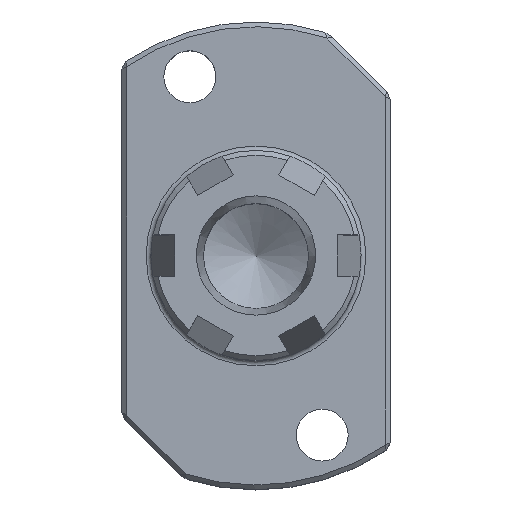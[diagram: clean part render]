
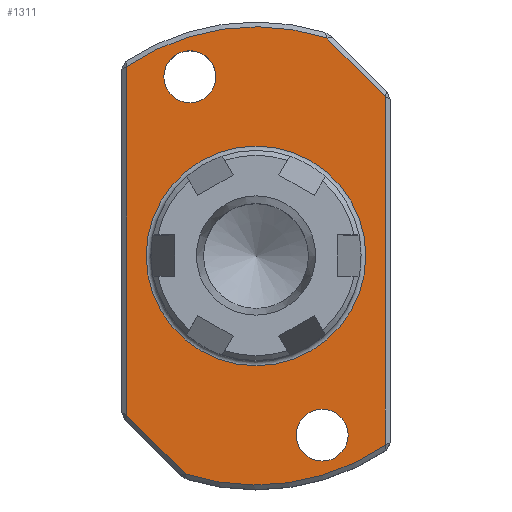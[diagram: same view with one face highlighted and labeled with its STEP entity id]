
A CAD part, top view. The second image highlights one B-rep face of the part: STEP entity #1311.
In plain terms, the highlighted planar face has unit normal (0, 0, 1).
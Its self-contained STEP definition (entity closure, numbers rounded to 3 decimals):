
#75=LINE('',#2009,#173);
#90=LINE('',#2049,#188);
#94=LINE('',#2064,#192);
#98=LINE('',#2070,#196);
#173=VECTOR('',#1594,8.674);
#188=VECTOR('',#1629,36.501);
#192=VECTOR('',#1643,8.674);
#196=VECTOR('',#1651,36.501);
#291=PLANE('',#1422);
#328=FACE_BOUND('',#491,.T.);
#329=FACE_BOUND('',#492,.T.);
#330=FACE_BOUND('',#493,.T.);
#391=FACE_OUTER_BOUND('',#490,.T.);
#490=EDGE_LOOP('',(#1036,#1037,#1038,#1039,#1040,#1041));
#491=EDGE_LOOP('',(#1042));
#492=EDGE_LOOP('',(#1043));
#493=EDGE_LOOP('',(#1044));
#574=CIRCLE('',#1404,24.);
#576=CIRCLE('',#1411,24.);
#581=CIRCLE('',#1423,11.5);
#582=CIRCLE('',#1424,2.725);
#583=CIRCLE('',#1425,2.725);
#630=VERTEX_POINT('',#1965);
#636=VERTEX_POINT('',#1984);
#641=VERTEX_POINT('',#2000);
#647=VERTEX_POINT('',#2028);
#650=VERTEX_POINT('',#2038);
#654=VERTEX_POINT('',#2055);
#658=VERTEX_POINT('',#2097);
#659=VERTEX_POINT('',#2099);
#660=VERTEX_POINT('',#2101);
#762=EDGE_CURVE('',#630,#641,#75,.T.);
#781=EDGE_CURVE('',#641,#650,#90,.T.);
#786=EDGE_CURVE('',#650,#654,#574,.T.);
#788=EDGE_CURVE('',#654,#647,#94,.T.);
#792=EDGE_CURVE('',#647,#636,#98,.T.);
#796=EDGE_CURVE('',#636,#630,#576,.T.);
#807=EDGE_CURVE('',#658,#658,#581,.T.);
#808=EDGE_CURVE('',#659,#659,#582,.T.);
#809=EDGE_CURVE('',#660,#660,#583,.T.);
#1036=ORIENTED_EDGE('',*,*,#762,.F.);
#1037=ORIENTED_EDGE('',*,*,#796,.F.);
#1038=ORIENTED_EDGE('',*,*,#792,.F.);
#1039=ORIENTED_EDGE('',*,*,#788,.F.);
#1040=ORIENTED_EDGE('',*,*,#786,.F.);
#1041=ORIENTED_EDGE('',*,*,#781,.F.);
#1042=ORIENTED_EDGE('',*,*,#807,.F.);
#1043=ORIENTED_EDGE('',*,*,#808,.T.);
#1044=ORIENTED_EDGE('',*,*,#809,.T.);
#1311=ADVANCED_FACE('',(#391,#328,#329,#330),#291,.T.);
#1404=AXIS2_PLACEMENT_3D('',#2061,#1637,#1638);
#1411=AXIS2_PLACEMENT_3D('',#2076,#1659,#1660);
#1422=AXIS2_PLACEMENT_3D('',#2096,#1687,#1688);
#1423=AXIS2_PLACEMENT_3D('',#2098,#1689,#1690);
#1424=AXIS2_PLACEMENT_3D('',#2100,#1691,#1692);
#1425=AXIS2_PLACEMENT_3D('',#2102,#1693,#1694);
#1594=DIRECTION('',(-0.707,0.707,0.));
#1629=DIRECTION('',(0.,1.,0.));
#1637=DIRECTION('center_axis',(0.,0.,-1.));
#1638=DIRECTION('ref_axis',(-1.,0.,0.));
#1643=DIRECTION('',(0.707,-0.707,0.));
#1651=DIRECTION('',(0.,-1.,0.));
#1659=DIRECTION('center_axis',(0.,0.,-1.));
#1660=DIRECTION('ref_axis',(1.,0.,0.));
#1687=DIRECTION('center_axis',(0.,0.,1.));
#1688=DIRECTION('ref_axis',(1.,0.,0.));
#1689=DIRECTION('center_axis',(0.,0.,1.));
#1690=DIRECTION('ref_axis',(-1.,0.,0.));
#1691=DIRECTION('center_axis',(0.,0.,-1.));
#1692=DIRECTION('ref_axis',(1.,0.,0.));
#1693=DIRECTION('center_axis',(0.,0.,-1.));
#1694=DIRECTION('ref_axis',(1.,0.,0.));
#1965=CARTESIAN_POINT('',(-7.417,-22.825,10.));
#1984=CARTESIAN_POINT('',(13.55,-19.809,10.));
#2000=CARTESIAN_POINT('',(-13.55,-16.692,10.));
#2009=CARTESIAN_POINT('',(-14.409,-15.833,10.));
#2028=CARTESIAN_POINT('',(13.55,16.692,10.));
#2038=CARTESIAN_POINT('',(-13.55,19.809,10.));
#2049=CARTESIAN_POINT('',(-13.55,10.339,10.));
#2055=CARTESIAN_POINT('',(7.417,22.825,10.));
#2061=CARTESIAN_POINT('Origin',(0.,0.,10.));
#2064=CARTESIAN_POINT('',(14.409,15.833,10.));
#2070=CARTESIAN_POINT('',(13.55,-10.339,10.));
#2076=CARTESIAN_POINT('Origin',(0.,0.,10.));
#2096=CARTESIAN_POINT('Origin',(0.,0.,10.));
#2097=CARTESIAN_POINT('',(11.5,0.,10.));
#2098=CARTESIAN_POINT('Origin',(0.,0.,10.));
#2099=CARTESIAN_POINT('',(-4.2,18.763,10.));
#2100=CARTESIAN_POINT('Origin',(-6.925,18.763,10.));
#2101=CARTESIAN_POINT('',(9.65,-18.763,10.));
#2102=CARTESIAN_POINT('Origin',(6.925,-18.763,10.));
